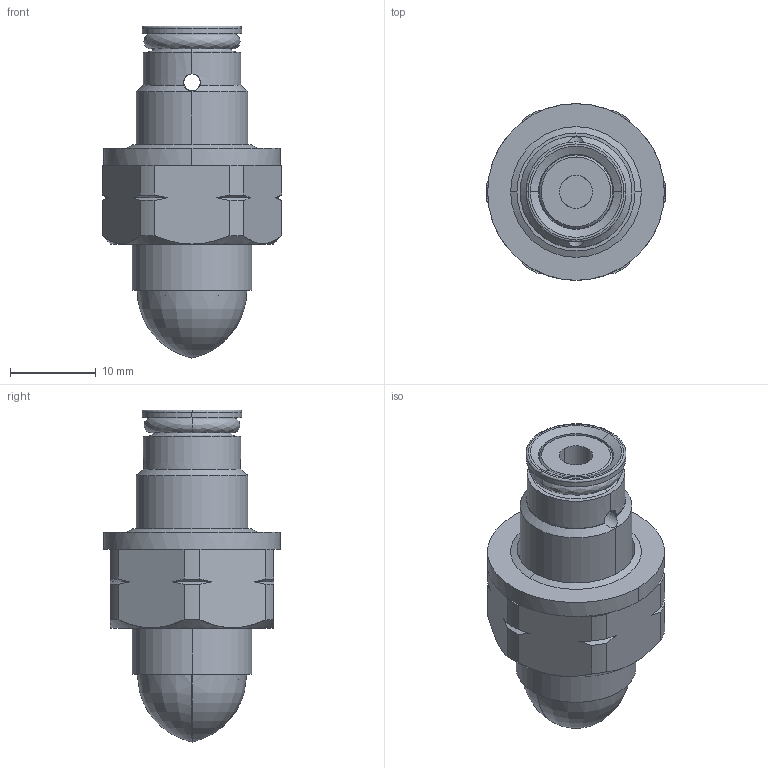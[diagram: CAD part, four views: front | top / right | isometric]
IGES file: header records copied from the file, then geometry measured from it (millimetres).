
Start section:  PTC IGES file: ilcm47020373.igs
Global section: file name: ilcm47020373.igs; native system: Pro/ENGINEER by Parametric Technology Corporation; preprocessor: 2007460; author: KR; organization: Unknown; date: 20110801.140349; units: millimetre
Bounding box: 20.95 x 20.57 x 38.65 mm (x, y, z)
Surface area: 3636.7 mm2 (no closed solid volume)
Topology: 0 solids, 0 shells, 136 faces, 670 edges, 664 vertices
Faces by surface type: revolution 84, bspline 52
